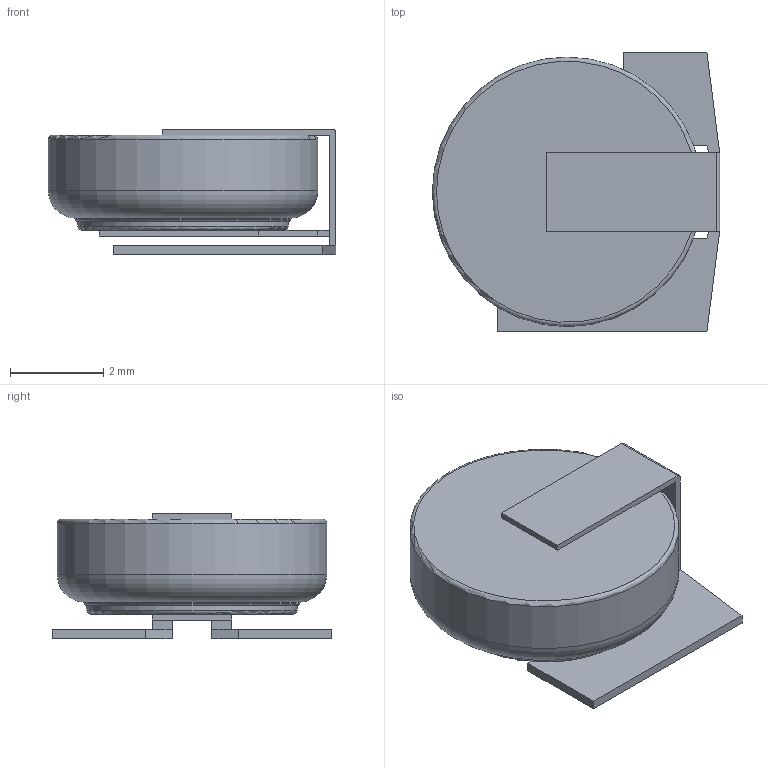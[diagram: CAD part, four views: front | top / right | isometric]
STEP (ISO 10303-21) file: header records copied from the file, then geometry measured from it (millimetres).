
FILE_DESCRIPTION(/* description */ ('model of BatteryHolder_Seiko_MS621F'),/* implementation_level */ '2;1');
FILE_NAME(/* name */ 'BatteryHolder_Seiko_MS621F_6x6.stp',/* time_stamp */ '2021-10-09T00:18:40-03:00',/* author */ ('Mayco'),/* organization */ ('FreeCAD'),/* preprocessor_version */ 'ST-DEVELOPER v18.1',/* originating_system */ 'Autodesk Inventor 2021',/* authorisation */ '');
FILE_SCHEMA (('AUTOMOTIVE_DESIGN { 1 0 10303 214 3 1 1 }'));
Length unit declared in the file: millimetre
Products named in the file (1): BatteryHolder_Seiko_MS621F
Bounding box: 6.16 x 6 x 2.69 mm (x, y, z)
Volume: 54.3 mm3; surface area: 126.5 mm2
Topology: 1 solids, 1 shells, 44 faces, 116 edges, 76 vertices
Faces by surface type: plane 36, cylinder 4, torus 4
Full cylindrical faces by diameter (mm): 4.508 x1, 4.624 x1, 5.78 x1
Entity records: 1452 total; most frequent: CARTESIAN_POINT 237, DIRECTION 234, ORIENTED_EDGE 232, EDGE_CURVE 116, LINE 88, VECTOR 88, VERTEX_POINT 76, AXIS2_PLACEMENT_3D 73
